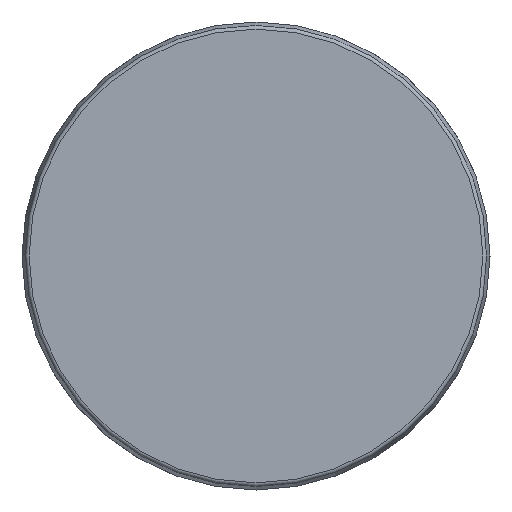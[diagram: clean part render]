
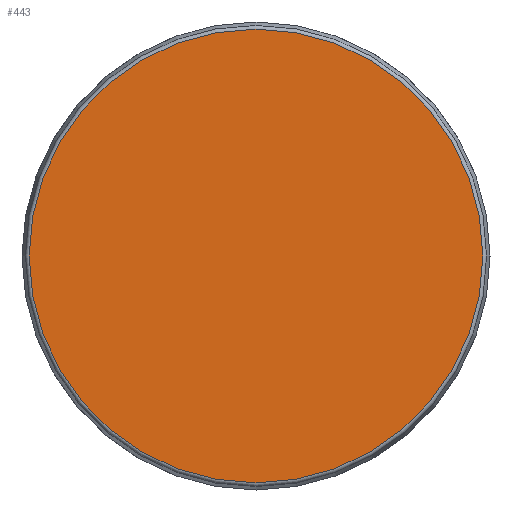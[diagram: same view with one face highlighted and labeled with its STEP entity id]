
A CAD part, front view. The second image highlights one B-rep face of the part: STEP entity #443.
In plain terms, the highlighted planar face has unit normal (0, -1, 0).
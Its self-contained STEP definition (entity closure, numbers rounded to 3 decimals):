
#37=PLANE('',#522);
#54=FACE_OUTER_BOUND('',#82,.T.);
#82=EDGE_LOOP('',(#368,#369));
#153=CIRCLE('',#519,30.046);
#154=CIRCLE('',#520,30.046);
#204=VERTEX_POINT('',#802);
#205=VERTEX_POINT('',#803);
#262=EDGE_CURVE('',#204,#205,#153,.T.);
#263=EDGE_CURVE('',#205,#204,#154,.T.);
#368=ORIENTED_EDGE('',*,*,#262,.T.);
#369=ORIENTED_EDGE('',*,*,#263,.T.);
#443=ADVANCED_FACE('',(#54),#37,.T.);
#519=AXIS2_PLACEMENT_3D('',#804,#649,#650);
#520=AXIS2_PLACEMENT_3D('',#805,#651,#652);
#522=AXIS2_PLACEMENT_3D('',#807,#655,#656);
#649=DIRECTION('center_axis',(0.,-1.,0.));
#650=DIRECTION('ref_axis',(-1.,0.,0.));
#651=DIRECTION('center_axis',(0.,-1.,0.));
#652=DIRECTION('ref_axis',(-1.,0.,0.));
#655=DIRECTION('center_axis',(0.,-1.,0.));
#656=DIRECTION('ref_axis',(0.,0.,-1.));
#802=CARTESIAN_POINT('',(-30.046,0.,0.));
#803=CARTESIAN_POINT('',(0.,0.,30.046));
#804=CARTESIAN_POINT('Origin',(0.,0.,0.));
#805=CARTESIAN_POINT('Origin',(0.,0.,0.));
#807=CARTESIAN_POINT('Origin',(-15.023,0.,0.));
